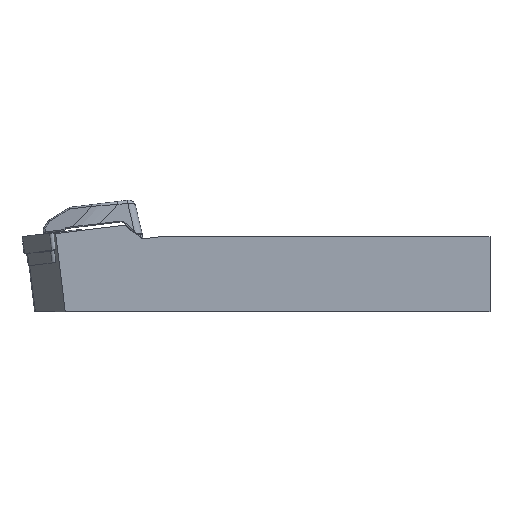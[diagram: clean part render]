
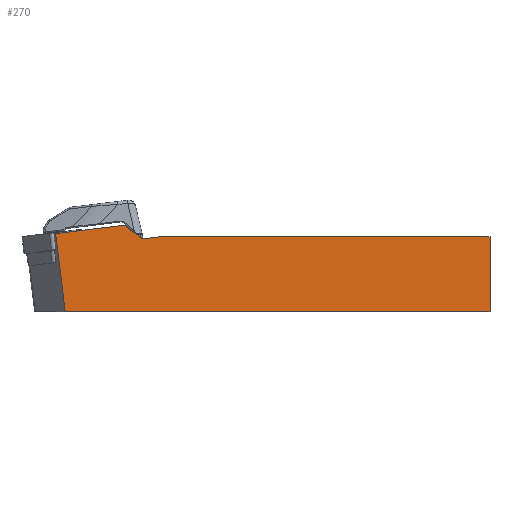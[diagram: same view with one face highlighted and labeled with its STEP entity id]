
A CAD part, front view. The second image highlights one B-rep face of the part: STEP entity #270.
In plain terms, the highlighted planar face has unit normal (0, -1, 0).
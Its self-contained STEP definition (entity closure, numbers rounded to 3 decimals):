
#270=ADVANCED_FACE('',(#435),#389,.F.);
#389=PLANE('',#2125);
#435=FACE_OUTER_BOUND('',#549,.T.);
#549=EDGE_LOOP('',(#1014,#1015,#1016,#1017,#1018,#1019,#1020));
#678=LINE('',#3005,#834);
#688=LINE('',#3069,#844);
#691=LINE('',#3074,#847);
#692=LINE('',#3076,#848);
#693=LINE('',#3078,#849);
#694=LINE('',#3080,#850);
#695=LINE('',#3082,#851);
#834=VECTOR('',#2359,1.);
#844=VECTOR('',#2379,1.);
#847=VECTOR('',#2384,1.);
#848=VECTOR('',#2385,1.);
#849=VECTOR('',#2386,1.);
#850=VECTOR('',#2387,1.);
#851=VECTOR('',#2388,1.);
#1014=ORIENTED_EDGE('',*,*,#1764,.F.);
#1015=ORIENTED_EDGE('',*,*,#1779,.F.);
#1016=ORIENTED_EDGE('',*,*,#1782,.T.);
#1017=ORIENTED_EDGE('',*,*,#1783,.F.);
#1018=ORIENTED_EDGE('',*,*,#1784,.F.);
#1019=ORIENTED_EDGE('',*,*,#1785,.F.);
#1020=ORIENTED_EDGE('',*,*,#1786,.F.);
#1581=VERTEX_POINT('',#3004);
#1582=VERTEX_POINT('',#3006);
#1596=VERTEX_POINT('',#3068);
#1598=VERTEX_POINT('',#3075);
#1599=VERTEX_POINT('',#3077);
#1600=VERTEX_POINT('',#3079);
#1601=VERTEX_POINT('',#3081);
#1764=EDGE_CURVE('',#1581,#1582,#678,.T.);
#1779=EDGE_CURVE('',#1596,#1581,#688,.T.);
#1782=EDGE_CURVE('',#1596,#1598,#691,.T.);
#1783=EDGE_CURVE('',#1599,#1598,#692,.T.);
#1784=EDGE_CURVE('',#1600,#1599,#693,.T.);
#1785=EDGE_CURVE('',#1601,#1600,#694,.T.);
#1786=EDGE_CURVE('',#1582,#1601,#695,.T.);
#2125=AXIS2_PLACEMENT_3D('',#3083,#2389,#2390);
#2359=DIRECTION('',(0.788,0.,-0.616));
#2379=DIRECTION('',(0.993,0.,0.122));
#2384=DIRECTION('',(0.122,0.,-0.993));
#2385=DIRECTION('',(-1.,0.,0.));
#2386=DIRECTION('',(0.,0.,-1.));
#2387=DIRECTION('',(1.,0.,0.));
#2388=DIRECTION('',(0.993,0.,0.122));
#2389=DIRECTION('',(0.,1.,0.));
#2390=DIRECTION('',(-1.,0.,0.));
#3004=CARTESIAN_POINT('',(27.619,-20.,3.089));
#3005=CARTESIAN_POINT('',(-12.911,-20.,34.754));
#3006=CARTESIAN_POINT('',(32.299,-20.,-0.568));
#3068=CARTESIAN_POINT('',(9.207,-20.,0.828));
#3069=CARTESIAN_POINT('',(5.099,-20.,0.324));
#3074=CARTESIAN_POINT('',(14.045,-20.,-38.576));
#3075=CARTESIAN_POINT('',(11.765,-20.,-20.));
#3076=CARTESIAN_POINT('',(-1.,-20.,-20.));
#3077=CARTESIAN_POINT('',(125.,-20.,-20.));
#3078=CARTESIAN_POINT('',(125.,-20.,50.));
#3079=CARTESIAN_POINT('',(125.,-20.,0.));
#3080=CARTESIAN_POINT('',(-1.,-20.,0.));
#3081=CARTESIAN_POINT('',(36.925,-20.,0.));
#3082=CARTESIAN_POINT('',(32.299,-20.,-0.568));
#3083=CARTESIAN_POINT('',(-1.,-20.,50.));
